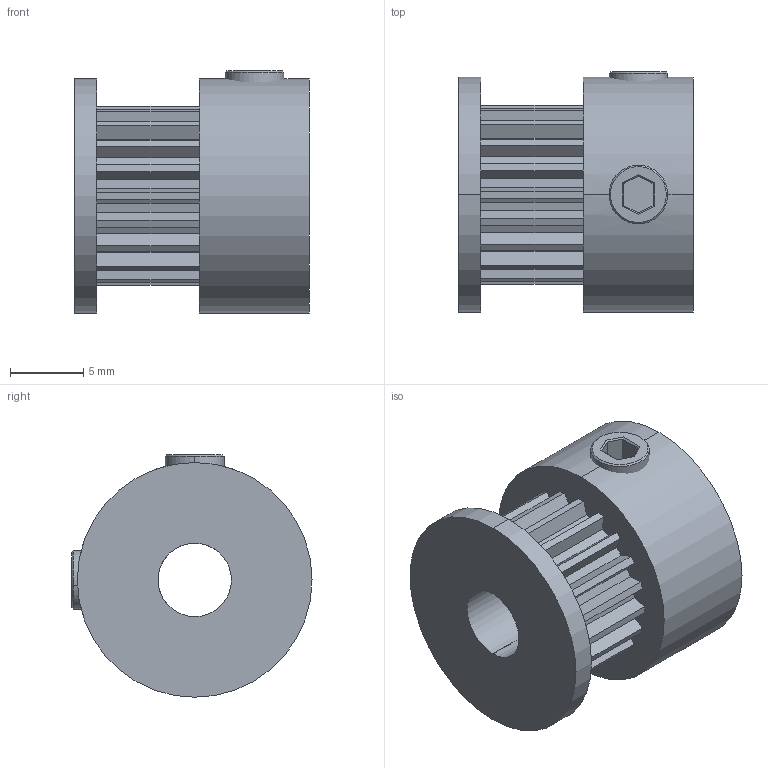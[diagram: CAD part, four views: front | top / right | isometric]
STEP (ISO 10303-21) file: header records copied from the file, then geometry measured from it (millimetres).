
FILE_DESCRIPTION (( 'STEP AP214' ), '1' );
FILE_NAME ('A187 Øêèâ GT2, O îòâåðñòèÿ 5 ìì.STEP', '2019-10-17T08:51:58', ( 'Windows User' ), ( '' ), 'SwSTEP 2.0', 'SolidWorks 2019', '' );
FILE_SCHEMA (( 'AUTOMOTIVE_DESIGN' ));
Length unit declared in the file: millimetre
Products named in the file (3): A187 Øêèâ GT2, O îòâåðñòèÿ 5 ìì(ïîäðîáíàÿ ìîäåëü); S54 妈眚 篑蜞眍忸黜 DIN 916 󊅜_M4(4); A187 Øêèâ GT2, O îòâåðñòèÿ 5 ìì
Assembly tree (3 placements, depth 2):
  A187 Øêèâ GT2, O îòâåðñòèÿ 5 ìì
    A187 Øêèâ GT2, O îòâåðñòèÿ 5 ìì(ïîäðîáíàÿ ìîäåëü)
    S54 妈眚 篑蜞眍忸黜 DIN 916 󊅜_M4(4)  x2
Bounding box: 16 x 16.37 x 16.53 mm (x, y, z)
Volume: 2166.3 mm3; surface area: 1969.2 mm2
Topology: 3 solids, 3 shells, 138 faces, 368 edges, 234 vertices
Faces by surface type: plane 112, cylinder 14, cone 12
Entity records: 3982 total; most frequent: CARTESIAN_POINT 847, ORIENTED_EDGE 636, DIRECTION 574, EDGE_CURVE 318, LINE 290, VECTOR 290, VERTEX_POINT 207, AXIS2_PLACEMENT_3D 142
